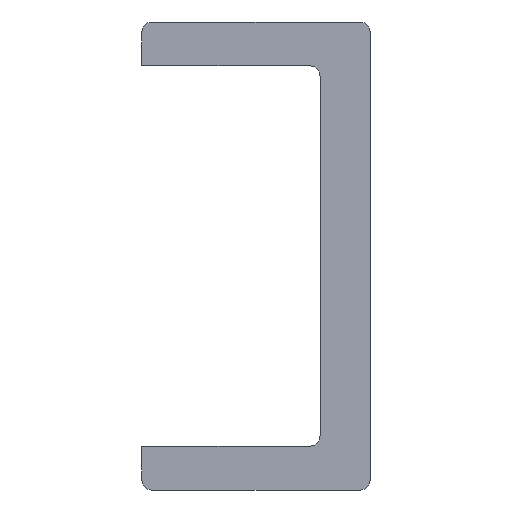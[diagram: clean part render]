
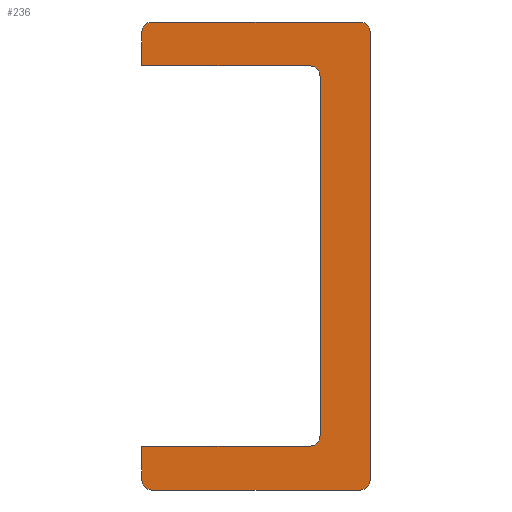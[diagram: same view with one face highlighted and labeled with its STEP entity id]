
A CAD part, front view. The second image highlights one B-rep face of the part: STEP entity #236.
In plain terms, the highlighted planar face has unit normal (0, -1, 0).
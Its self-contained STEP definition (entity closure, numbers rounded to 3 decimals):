
#236 = ADVANCED_FACE( '', ( #623 ), #624, .F. );
#623 = FACE_OUTER_BOUND( '', #1098, .T. );
#624 = PLANE( '', #1099 );
#1098 = EDGE_LOOP( '', ( #1697, #1698, #1699, #1700, #1701, #1702, #1703, #1704, #1705, #1706, #1707, #1708, #1709, #1710 ) );
#1099 = AXIS2_PLACEMENT_3D( '', #1711, #1712, #1713 );
#1697 = ORIENTED_EDGE( '', *, *, #2151, .F. );
#1698 = ORIENTED_EDGE( '', *, *, #2228, .T. );
#1699 = ORIENTED_EDGE( '', *, *, #2235, .F. );
#1700 = ORIENTED_EDGE( '', *, *, #2236, .T. );
#1701 = ORIENTED_EDGE( '', *, *, #2123, .F. );
#1702 = ORIENTED_EDGE( '', *, *, #2077, .F. );
#1703 = ORIENTED_EDGE( '', *, *, #2237, .F. );
#1704 = ORIENTED_EDGE( '', *, *, #2214, .F. );
#1705 = ORIENTED_EDGE( '', *, *, #2238, .F. );
#1706 = ORIENTED_EDGE( '', *, *, #2239, .F. );
#1707 = ORIENTED_EDGE( '', *, *, #2240, .F. );
#1708 = ORIENTED_EDGE( '', *, *, #2181, .T. );
#1709 = ORIENTED_EDGE( '', *, *, #2168, .F. );
#1710 = ORIENTED_EDGE( '', *, *, #2084, .T. );
#1711 = CARTESIAN_POINT( '', ( -10.5, 0., 21.5 ) );
#1712 = DIRECTION( '', ( 0., 1., 0. ) );
#1713 = DIRECTION( '', ( 0., 0., 1. ) );
#2077 = EDGE_CURVE( '', #2361, #2362, #2363, .T. );
#2084 = EDGE_CURVE( '', #2375, #2373, #2376, .F. );
#2123 = EDGE_CURVE( '', #2362, #2438, #2439, .T. );
#2151 = EDGE_CURVE( '', #2490, #2373, #2492, .T. );
#2168 = EDGE_CURVE( '', #2375, #2519, #2520, .T. );
#2181 = EDGE_CURVE( '', #2539, #2519, #2540, .F. );
#2214 = EDGE_CURVE( '', #2597, #2598, #2599, .T. );
#2228 = EDGE_CURVE( '', #2490, #2618, #2620, .F. );
#2235 = EDGE_CURVE( '', #2629, #2618, #2630, .T. );
#2236 = EDGE_CURVE( '', #2629, #2438, #2631, .F. );
#2237 = EDGE_CURVE( '', #2598, #2361, #2632, .T. );
#2238 = EDGE_CURVE( '', #2633, #2597, #2634, .T. );
#2239 = EDGE_CURVE( '', #2635, #2633, #2636, .T. );
#2240 = EDGE_CURVE( '', #2539, #2635, #2637, .T. );
#2361 = VERTEX_POINT( '', #2777 );
#2362 = VERTEX_POINT( '', #2778 );
#2363 = LINE( '', #2779, #2780 );
#2373 = VERTEX_POINT( '', #2793 );
#2375 = VERTEX_POINT( '', #2796 );
#2376 = CIRCLE( '', #2797, 0.9 );
#2438 = VERTEX_POINT( '', #2860 );
#2439 = LINE( '', #2861, #2862 );
#2490 = VERTEX_POINT( '', #2916 );
#2492 = LINE( '', #2919, #2920 );
#2519 = VERTEX_POINT( '', #2948 );
#2520 = LINE( '', #2949, #2950 );
#2539 = VERTEX_POINT( '', #2970 );
#2540 = CIRCLE( '', #2971, 0.9 );
#2597 = VERTEX_POINT( '', #3029 );
#2598 = VERTEX_POINT( '', #3030 );
#2599 = LINE( '', #3031, #3032 );
#2618 = VERTEX_POINT( '', #3054 );
#2620 = CIRCLE( '', #3057, 0.9 );
#2629 = VERTEX_POINT( '', #3066 );
#2630 = LINE( '', #3067, #3068 );
#2631 = CIRCLE( '', #3069, 0.9 );
#2632 = CIRCLE( '', #3070, 1. );
#2633 = VERTEX_POINT( '', #3071 );
#2634 = CIRCLE( '', #3072, 1. );
#2635 = VERTEX_POINT( '', #3073 );
#2636 = LINE( '', #3074, #3075 );
#2637 = LINE( '', #3076, #3077 );
#2777 = CARTESIAN_POINT( '', ( 4.9, 0., 17.5 ) );
#2778 = CARTESIAN_POINT( '', ( -10.5, 0., 17.5 ) );
#2779 = CARTESIAN_POINT( '', ( 4.9, 0., 17.5 ) );
#2780 = VECTOR( '', #3228, 1000. );
#2793 = CARTESIAN_POINT( '', ( 10.5, 0., -20.6 ) );
#2796 = CARTESIAN_POINT( '', ( 9.6, 0., -21.5 ) );
#2797 = AXIS2_PLACEMENT_3D( '', #3236, #3237, #3238 );
#2860 = CARTESIAN_POINT( '', ( -10.5, 0., 20.6 ) );
#2861 = CARTESIAN_POINT( '', ( -10.5, 0., -21.5 ) );
#2862 = VECTOR( '', #3309, 1000. );
#2916 = CARTESIAN_POINT( '', ( 10.5, 0., 20.6 ) );
#2919 = CARTESIAN_POINT( '', ( 10.5, 0., 21.5 ) );
#2920 = VECTOR( '', #3380, 1000. );
#2948 = CARTESIAN_POINT( '', ( -9.6, 0., -21.5 ) );
#2949 = CARTESIAN_POINT( '', ( 10.5, 0., -21.5 ) );
#2950 = VECTOR( '', #3409, 1000. );
#2970 = CARTESIAN_POINT( '', ( -10.5, 0., -20.6 ) );
#2971 = AXIS2_PLACEMENT_3D( '', #3429, #3430, #3431 );
#3029 = CARTESIAN_POINT( '', ( 5.9, 0., -16.5 ) );
#3030 = CARTESIAN_POINT( '', ( 5.9, 0., 16.5 ) );
#3031 = CARTESIAN_POINT( '', ( 5.9, 0., 16.5 ) );
#3032 = VECTOR( '', #3505, 1000. );
#3054 = CARTESIAN_POINT( '', ( 9.6, 0., 21.5 ) );
#3057 = AXIS2_PLACEMENT_3D( '', #3522, #3523, #3524 );
#3066 = CARTESIAN_POINT( '', ( -9.6, 0., 21.5 ) );
#3067 = CARTESIAN_POINT( '', ( -10.5, 0., 21.5 ) );
#3068 = VECTOR( '', #3531, 1000. );
#3069 = AXIS2_PLACEMENT_3D( '', #3532, #3533, #3534 );
#3070 = AXIS2_PLACEMENT_3D( '', #3535, #3536, #3537 );
#3071 = CARTESIAN_POINT( '', ( 4.9, 0., -17.5 ) );
#3072 = AXIS2_PLACEMENT_3D( '', #3538, #3539, #3540 );
#3073 = CARTESIAN_POINT( '', ( -10.5, 0., -17.5 ) );
#3074 = CARTESIAN_POINT( '', ( 4.9, 0., -17.5 ) );
#3075 = VECTOR( '', #3541, 1000. );
#3076 = CARTESIAN_POINT( '', ( -10.5, 0., -21.5 ) );
#3077 = VECTOR( '', #3542, 1000. );
#3228 = DIRECTION( '', ( -1., 0., 0. ) );
#3236 = CARTESIAN_POINT( '', ( 9.6, 0., -20.6 ) );
#3237 = DIRECTION( '', ( 0., 1., 0. ) );
#3238 = DIRECTION( '', ( 0., 0., 1. ) );
#3309 = DIRECTION( '', ( 0., 0., 1. ) );
#3380 = DIRECTION( '', ( 0., 0., -1. ) );
#3409 = DIRECTION( '', ( -1., 0., 0. ) );
#3429 = CARTESIAN_POINT( '', ( -9.6, 0., -20.6 ) );
#3430 = DIRECTION( '', ( 0., 1., 0. ) );
#3431 = DIRECTION( '', ( 0., 0., 1. ) );
#3505 = DIRECTION( '', ( 0., 0., 1. ) );
#3522 = CARTESIAN_POINT( '', ( 9.6, 0., 20.6 ) );
#3523 = DIRECTION( '', ( 0., 1., 0. ) );
#3524 = DIRECTION( '', ( 0., 0., 1. ) );
#3531 = DIRECTION( '', ( 1., 0., 0. ) );
#3532 = CARTESIAN_POINT( '', ( -9.6, 0., 20.6 ) );
#3533 = DIRECTION( '', ( 0., 1., 0. ) );
#3534 = DIRECTION( '', ( 0., 0., 1. ) );
#3535 = CARTESIAN_POINT( '', ( 4.9, 0., 16.5 ) );
#3536 = DIRECTION( '', ( 0., -1., 0. ) );
#3537 = DIRECTION( '', ( -1., 0., 0. ) );
#3538 = CARTESIAN_POINT( '', ( 4.9, 0., -16.5 ) );
#3539 = DIRECTION( '', ( 0., -1., 0. ) );
#3540 = DIRECTION( '', ( -1., 0., 0. ) );
#3541 = DIRECTION( '', ( 1., 0., 0. ) );
#3542 = DIRECTION( '', ( 0., 0., 1. ) );
